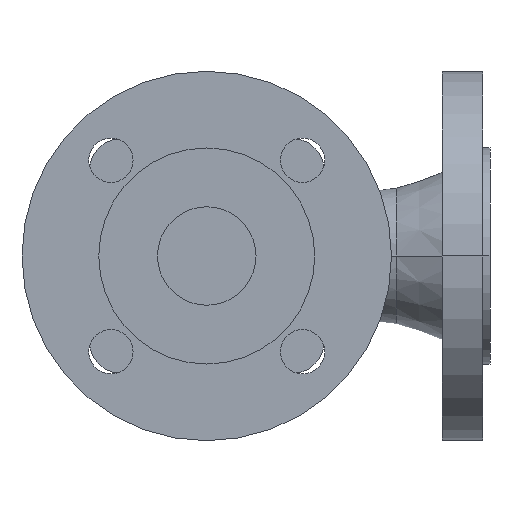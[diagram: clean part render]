
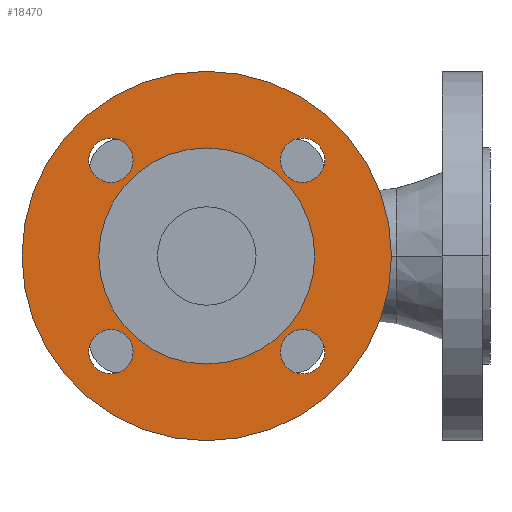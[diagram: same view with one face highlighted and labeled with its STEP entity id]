
A CAD part, front view. The second image highlights one B-rep face of the part: STEP entity #18470.
In plain terms, the highlighted planar face has unit normal (0, -1, 0).
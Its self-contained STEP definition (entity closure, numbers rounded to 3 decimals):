
#2400=CARTESIAN_POINT('',(43.85,3.,0.));
#2410=VERTEX_POINT('',#2400);
#2570=CARTESIAN_POINT('',(-43.85,3.,0.));
#2580=VERTEX_POINT('',#2570);
#2610=CARTESIAN_POINT('',(0.,3.,0.));
#2620=DIRECTION('',(0.,-1.,-0.));
#2630=DIRECTION('',(-1.,0.,0.));
#2640=AXIS2_PLACEMENT_3D('',#2610,#2620,#2630);
#2650=CIRCLE('',#2640,43.85);
#2660=EDGE_CURVE('',#2410,#2580,#2650,.T.);
#2800=CARTESIAN_POINT('',(75.,3.,0.));
#2810=VERTEX_POINT('',#2800);
#2860=CARTESIAN_POINT('',(0.,3.,0.));
#2870=DIRECTION('',(0.,-1.,-0.));
#2880=DIRECTION('',(-1.,0.,0.));
#2890=AXIS2_PLACEMENT_3D('',#2860,#2870,#2880);
#2900=CIRCLE('',#2890,75.);
#2910=CARTESIAN_POINT('',(-75.,3.,0.));
#2920=VERTEX_POINT('',#2910);
#2930=EDGE_CURVE('',#2810,#2920,#2900,.T.);
#10610=CARTESIAN_POINT('',(29.891,3.,-38.891));
#10620=VERTEX_POINT('',#10610);
#10650=CARTESIAN_POINT('',(38.891,3.,-38.891));
#10660=DIRECTION('',(-0.,1.,0.));
#10670=DIRECTION('',(1.,0.,0.));
#10680=AXIS2_PLACEMENT_3D('',#10650,#10660,#10670);
#10690=CIRCLE('',#10680,9.);
#10700=CARTESIAN_POINT('',(47.891,3.,-38.891));
#10710=VERTEX_POINT('',#10700);
#10720=EDGE_CURVE('',#10620,#10710,#10690,.T.);
#11030=CARTESIAN_POINT('',(47.891,3.,38.891));
#11040=VERTEX_POINT('',#11030);
#11200=CARTESIAN_POINT('',(29.891,3.,38.891));
#11210=VERTEX_POINT('',#11200);
#11240=CARTESIAN_POINT('',(38.891,3.,38.891));
#11250=DIRECTION('',(-0.,1.,0.));
#11260=DIRECTION('',(1.,0.,0.));
#11270=AXIS2_PLACEMENT_3D('',#11240,#11250,#11260);
#11280=CIRCLE('',#11270,9.);
#11290=EDGE_CURVE('',#11210,#11040,#11280,.T.);
#11450=CARTESIAN_POINT('',(-47.891,3.,38.891));
#11460=VERTEX_POINT('',#11450);
#11490=CARTESIAN_POINT('',(-38.891,3.,38.891));
#11500=DIRECTION('',(-0.,1.,0.));
#11510=DIRECTION('',(1.,0.,0.));
#11520=AXIS2_PLACEMENT_3D('',#11490,#11500,#11510);
#11530=CIRCLE('',#11520,9.);
#11540=CARTESIAN_POINT('',(-29.891,3.,38.891));
#11550=VERTEX_POINT('',#11540);
#11560=EDGE_CURVE('',#11460,#11550,#11530,.T.);
#11870=CARTESIAN_POINT('',(-29.891,3.,-38.891));
#11880=VERTEX_POINT('',#11870);
#11910=CARTESIAN_POINT('',(-38.891,3.,-38.891));
#11920=DIRECTION('',(-0.,1.,0.));
#11930=DIRECTION('',(1.,0.,0.));
#11940=AXIS2_PLACEMENT_3D('',#11910,#11920,#11930);
#11950=CIRCLE('',#11940,9.);
#11960=CARTESIAN_POINT('',(-47.891,3.,-38.891));
#11970=VERTEX_POINT('',#11960);
#11980=EDGE_CURVE('',#11880,#11970,#11950,.T.);
#18120=CARTESIAN_POINT('',(-59.425,3.,0.));
#18130=DIRECTION('',(0.,-1.,-0.));
#18140=DIRECTION('',(-1.,0.,0.));
#18150=AXIS2_PLACEMENT_3D('',#18120,#18130,#18140);
#18160=PLANE('',#18150);
#18170=ORIENTED_EDGE('',*,*,#11980,.T.);
#18180=EDGE_CURVE('',#11970,#11880,#11950,.T.);
#18190=ORIENTED_EDGE('',*,*,#18180,.T.);
#18200=EDGE_LOOP('',(#18190,#18170));
#18210=FACE_BOUND('',#18200,.T.);
#18220=ORIENTED_EDGE('',*,*,#11560,.T.);
#18230=EDGE_CURVE('',#11550,#11460,#11530,.T.);
#18240=ORIENTED_EDGE('',*,*,#18230,.T.);
#18250=EDGE_LOOP('',(#18240,#18220));
#18260=FACE_BOUND('',#18250,.T.);
#18270=EDGE_CURVE('',#11040,#11210,#11280,.T.);
#18280=ORIENTED_EDGE('',*,*,#18270,.T.);
#18290=ORIENTED_EDGE('',*,*,#11290,.T.);
#18300=EDGE_LOOP('',(#18290,#18280));
#18310=FACE_BOUND('',#18300,.T.);
#18320=ORIENTED_EDGE('',*,*,#10720,.T.);
#18330=EDGE_CURVE('',#10710,#10620,#10690,.T.);
#18340=ORIENTED_EDGE('',*,*,#18330,.T.);
#18350=EDGE_LOOP('',(#18340,#18320));
#18360=FACE_BOUND('',#18350,.T.);
#18370=EDGE_CURVE('',#2580,#2410,#2650,.T.);
#18380=ORIENTED_EDGE('',*,*,#18370,.F.);
#18390=ORIENTED_EDGE('',*,*,#2660,.F.);
#18400=EDGE_LOOP('',(#18390,#18380));
#18410=FACE_BOUND('',#18400,.T.);
#18420=EDGE_CURVE('',#2920,#2810,#2900,.T.);
#18430=ORIENTED_EDGE('',*,*,#18420,.T.);
#18440=ORIENTED_EDGE('',*,*,#2930,.T.);
#18450=EDGE_LOOP('',(#18440,#18430));
#18460=FACE_OUTER_BOUND('',#18450,.T.);
#18470=ADVANCED_FACE('',(#18210,#18260,#18310,#18360,#18410,#18460),
#18160,.T.);
